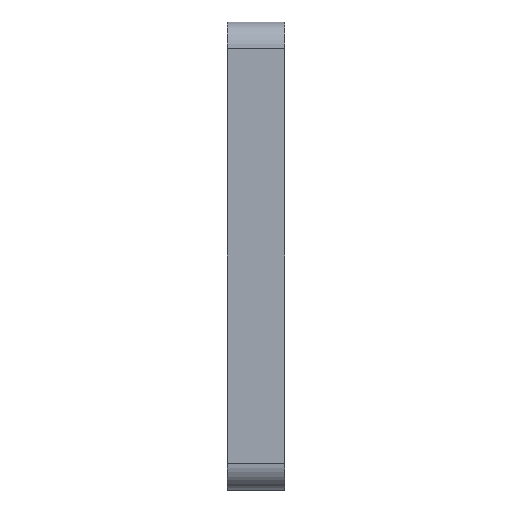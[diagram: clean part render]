
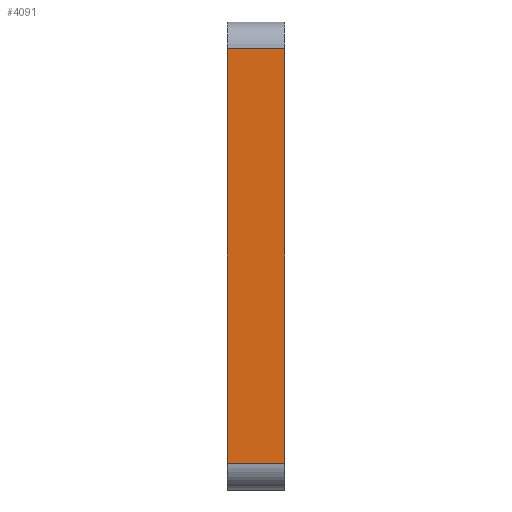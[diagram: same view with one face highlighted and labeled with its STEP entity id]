
A CAD part, left-side view. The second image highlights one B-rep face of the part: STEP entity #4091.
In plain terms, the highlighted planar face has unit normal (-1, 0, 0).
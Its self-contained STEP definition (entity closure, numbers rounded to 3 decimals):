
#564=FACE_OUTER_BOUND('',#811,.T.);
#811=EDGE_LOOP('',(#3672,#3673,#3674,#3675));
#1154=LINE('',#7385,#1536);
#1192=LINE('',#7543,#1574);
#1202=LINE('',#7571,#1584);
#1208=LINE('',#7582,#1590);
#1536=VECTOR('',#4807,10.);
#1574=VECTOR('',#4973,10.);
#1584=VECTOR('',#5001,10.);
#1590=VECTOR('',#5017,10.);
#1920=VERTEX_POINT('',#7381);
#1922=VERTEX_POINT('',#7384);
#1977=VERTEX_POINT('',#7540);
#1978=VERTEX_POINT('',#7542);
#2469=EDGE_CURVE('',#1922,#1920,#1154,.T.);
#2541=EDGE_CURVE('',#1977,#1978,#1192,.T.);
#2556=EDGE_CURVE('',#1978,#1920,#1202,.T.);
#2562=EDGE_CURVE('',#1922,#1977,#1208,.T.);
#3672=ORIENTED_EDGE('',*,*,#2556,.F.);
#3673=ORIENTED_EDGE('',*,*,#2541,.F.);
#3674=ORIENTED_EDGE('',*,*,#2562,.F.);
#3675=ORIENTED_EDGE('',*,*,#2469,.T.);
#3875=PLANE('',#4291);
#4091=ADVANCED_FACE('',(#564),#3875,.T.);
#4291=AXIS2_PLACEMENT_3D('',#7583,#5018,#5019);
#4807=DIRECTION('',(0.,0.,1.));
#4973=DIRECTION('',(0.,0.,1.));
#5001=DIRECTION('',(0.,-1.,0.));
#5017=DIRECTION('',(0.,1.,0.));
#5018=DIRECTION('center_axis',(-1.,0.,0.));
#5019=DIRECTION('ref_axis',(0.,0.,1.));
#7381=CARTESIAN_POINT('',(-118.22,0.,92.607));
#7384=CARTESIAN_POINT('',(-118.22,0.,-0.393));
#7385=CARTESIAN_POINT('',(-118.22,0.,-6.393));
#7540=CARTESIAN_POINT('',(-118.22,13.,-0.393));
#7542=CARTESIAN_POINT('',(-118.22,13.,92.607));
#7543=CARTESIAN_POINT('',(-118.22,13.,-6.393));
#7571=CARTESIAN_POINT('',(-118.22,0.,92.607));
#7582=CARTESIAN_POINT('',(-118.22,0.,-0.393));
#7583=CARTESIAN_POINT('Origin',(-118.22,0.,-6.393));
